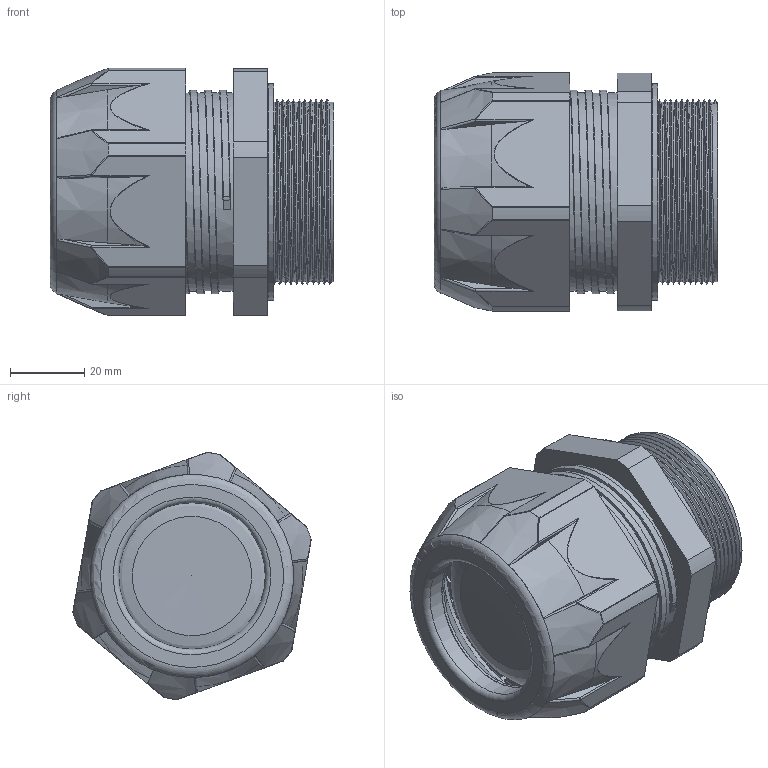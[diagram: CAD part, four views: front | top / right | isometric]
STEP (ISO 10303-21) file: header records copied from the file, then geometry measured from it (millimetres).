
FILE_DESCRIPTION(/* description */ ('Euro-Top-X-4.Generation M50x1,5, Ex i'),/* implementation_level */ '2;1');
FILE_NAME(/* name */ '84080550X4HI-RST.stp',/* time_stamp */ '2020-02-24T07:57:46+01:00',/* author */ ('sl'),/* organization */ (''),/* preprocessor_version */ 'ST-DEVELOPER v16.5',/* originating_system */ 'Autodesk Inventor 2017',/* authorisation */ '');
FILE_SCHEMA (('AUTOMOTIVE_DESIGN { 1 0 10303 214 3 1 1 }'));
Length unit declared in the file: millimetre
Products named in the file (6): 84080550X4HI; 85080550X4HI; 85080540X4HISI; 84080550X4HI_1; 85080550X4HISI; 85080550X4HI_1
Assembly tree (5 placements, depth 2):
  84080550X4HI
    85080550X4HI
    85080540X4HISI
    84080550X4HI_1
    85080550X4HISI
    85080550X4HI_1
Bounding box: 76.65 x 64.34 x 66.79 mm (x, y, z)
Volume: 100965.9 mm3; surface area: 56657.8 mm2
Topology: 5 solids, 5 shells, 392 faces, 1056 edges, 682 vertices
Faces by surface type: plane 143, cylinder 133, bspline 39, torus 37, sphere 22, cone 18
Full cylindrical faces by diameter (mm): 38.65 x1, 39.28 x1, 39.55 x2, 39.9 x1, 40.05 x1, 44.22 x1, 44.46 x1, 48.14 x1, 48.378 x11, 50 x1, 53.478 x4, 54.13 x5, 55.652 x5, 58.4 x1
Entity records: 16782 total; most frequent: CARTESIAN_POINT 7425, ORIENTED_EDGE 1904, DIRECTION 1900, EDGE_CURVE 952, AXIS2_PLACEMENT_3D 769, VERTEX_POINT 629, EDGE_LOOP 415, CIRCLE 409
